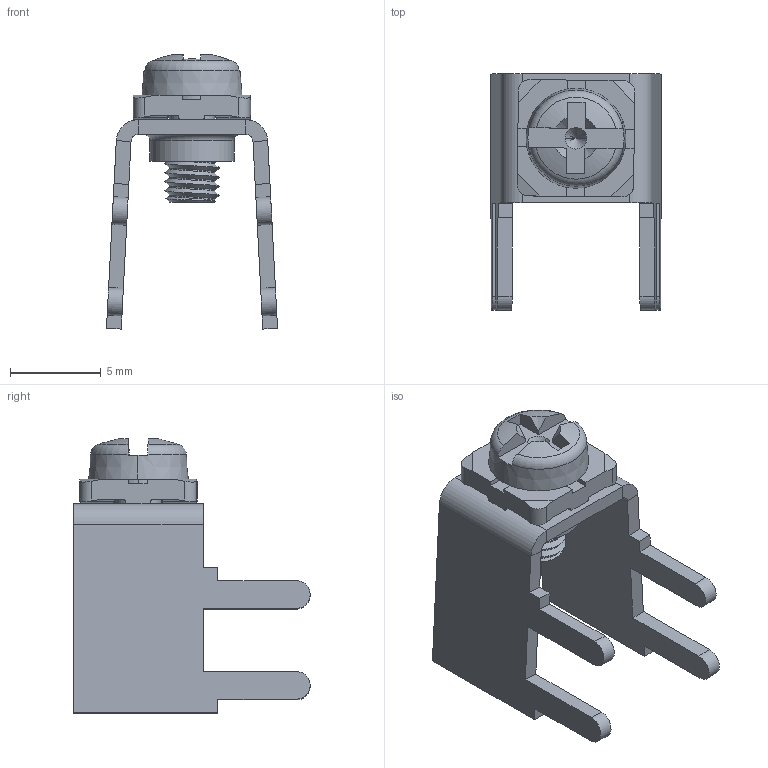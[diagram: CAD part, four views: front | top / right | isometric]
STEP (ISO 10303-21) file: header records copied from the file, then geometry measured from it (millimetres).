
FILE_DESCRIPTION (( 'STEP AP214' ), '1' );
FILE_NAME ('7762-SEMS.STEP', '2016-02-17T15:28:37', ( '' ), ( '' ), 'SwSTEP 2.0', 'SolidWorks 2013', '' );
FILE_SCHEMA (( 'AUTOMOTIVE_DESIGN' ));
Length unit declared in the file: inch
Products named in the file (1): 7762-SEMS
Bounding box: 9.41 x 13 x 15.09 mm (x, y, z)
Volume: 315.2 mm3; surface area: 886.8 mm2
Topology: 4 solids, 4 shells, 178 faces, 485 edges, 314 vertices
Faces by surface type: plane 96, cylinder 58, cone 14, torus 6, bspline 4
Entity records: 9198 total; most frequent: CARTESIAN_POINT 2505, ORIENTED_EDGE 966, DIRECTION 823, EDGE_CURVE 483, VERTEX_POINT 314, LINE 289, VECTOR 289, AXIS2_PLACEMENT_3D 267
